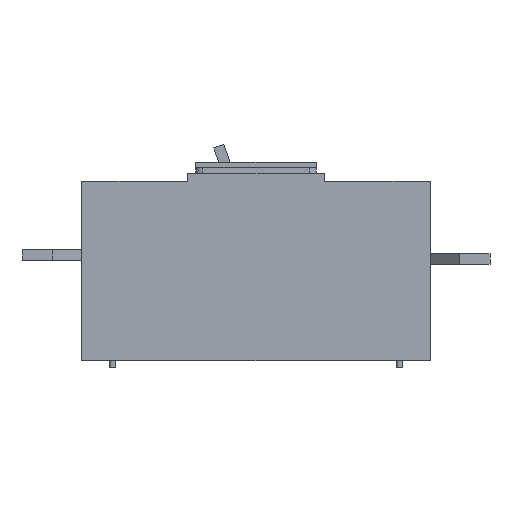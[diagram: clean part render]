
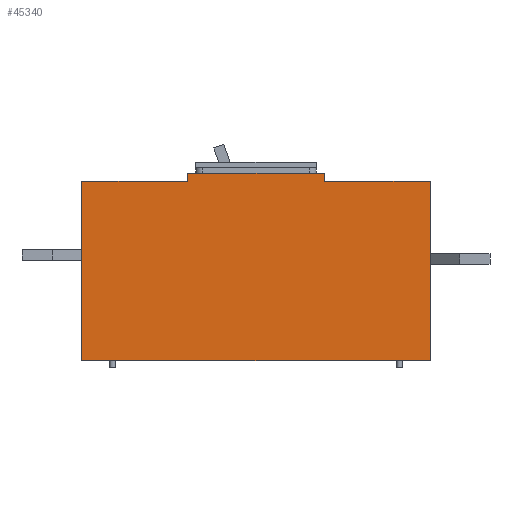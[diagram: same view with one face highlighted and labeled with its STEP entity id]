
A CAD part, left-side view. The second image highlights one B-rep face of the part: STEP entity #45340.
In plain terms, the highlighted planar face has unit normal (-1, 0, 0).
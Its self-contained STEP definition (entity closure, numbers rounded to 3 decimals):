
#10070=CARTESIAN_POINT('',(11.5,123.5,-8.));
#10080=VERTEX_POINT('',#10070);
#10250=CARTESIAN_POINT('',(11.5,123.5,-14.));
#10260=VERTEX_POINT('',#10250);
#10290=CARTESIAN_POINT('',(11.5,123.5,0.));
#10300=DIRECTION('',(0.,0.,1.));
#10310=VECTOR('',#10300,1.);
#10320=LINE('',#10290,#10310);
#10330=EDGE_CURVE('',#10260,#10080,#10320,.T.);
#10570=CARTESIAN_POINT('',(11.5,225.5,-8.));
#10580=VERTEX_POINT('',#10570);
#10610=CARTESIAN_POINT('',(11.5,225.5,0.));
#10620=DIRECTION('',(0.,0.,-1.));
#10630=VECTOR('',#10620,1.);
#10640=LINE('',#10610,#10630);
#10650=CARTESIAN_POINT('',(11.5,225.5,-14.));
#10660=VERTEX_POINT('',#10650);
#10670=EDGE_CURVE('',#10580,#10660,#10640,.T.);
#11170=CARTESIAN_POINT('',(11.5,44.5,-14.));
#11180=VERTEX_POINT('',#11170);
#11230=CARTESIAN_POINT('',(11.5,349.,-14.));
#11240=DIRECTION('',(0.,-1.,0.));
#11250=VECTOR('',#11240,1.);
#11260=LINE('',#11230,#11250);
#11270=EDGE_CURVE('',#10260,#11180,#11260,.T.);
#12660=CARTESIAN_POINT('',(11.5,44.5,-148.));
#12670=VERTEX_POINT('',#12660);
#12700=CARTESIAN_POINT('',(11.5,44.5,0.));
#12710=DIRECTION('',(0.,0.,1.));
#12720=VECTOR('',#12710,1.);
#12730=LINE('',#12700,#12720);
#12740=EDGE_CURVE('',#12670,#11180,#12730,.T.);
#31520=CARTESIAN_POINT('',(11.5,0.,-14.));
#31530=DIRECTION('',(0.,1.,0.));
#31540=VECTOR('',#31530,1.);
#31550=LINE('',#31520,#31540);
#31560=CARTESIAN_POINT('',(11.5,304.5,-14.));
#31570=VERTEX_POINT('',#31560);
#31580=EDGE_CURVE('',#10660,#31570,#31550,.T.);
#37710=CARTESIAN_POINT('',(11.5,304.5,0.));
#37720=DIRECTION('',(0.,0.,1.));
#37730=VECTOR('',#37720,1.);
#37740=LINE('',#37710,#37730);
#37750=CARTESIAN_POINT('',(11.5,304.5,-148.));
#37760=VERTEX_POINT('',#37750);
#37770=EDGE_CURVE('',#37760,#31570,#37740,.T.);
#45090=CARTESIAN_POINT('',(11.5,244.356,0.));
#45100=DIRECTION('',(1.,-0.,0.));
#45110=DIRECTION('',(0.,0.,-1.));
#45120=AXIS2_PLACEMENT_3D('',#45090,#45100,#45110);
#45130=PLANE('',#45120);
#45140=ORIENTED_EDGE('',*,*,#10670,.T.);
#45150=CARTESIAN_POINT('',(11.5,0.,-8.));
#45160=DIRECTION('',(0.,-1.,0.));
#45170=VECTOR('',#45160,1.);
#45180=LINE('',#45150,#45170);
#45190=EDGE_CURVE('',#10580,#10080,#45180,.T.);
#45200=ORIENTED_EDGE('',*,*,#45190,.F.);
#45210=ORIENTED_EDGE('',*,*,#10330,.T.);
#45220=ORIENTED_EDGE('',*,*,#11270,.F.);
#45230=ORIENTED_EDGE('',*,*,#12740,.T.);
#45240=CARTESIAN_POINT('',(11.5,0.,-148.));
#45250=DIRECTION('',(0.,-1.,0.));
#45260=VECTOR('',#45250,1.);
#45270=LINE('',#45240,#45260);
#45280=EDGE_CURVE('',#37760,#12670,#45270,.T.);
#45290=ORIENTED_EDGE('',*,*,#45280,.T.);
#45300=ORIENTED_EDGE('',*,*,#37770,.F.);
#45310=ORIENTED_EDGE('',*,*,#31580,.T.);
#45320=EDGE_LOOP('',(#45310,#45300,#45290,#45230,#45220,#45210,#45200,
#45140));
#45330=FACE_OUTER_BOUND('',#45320,.T.);
#45340=ADVANCED_FACE('',(#45330),#45130,.F.);
